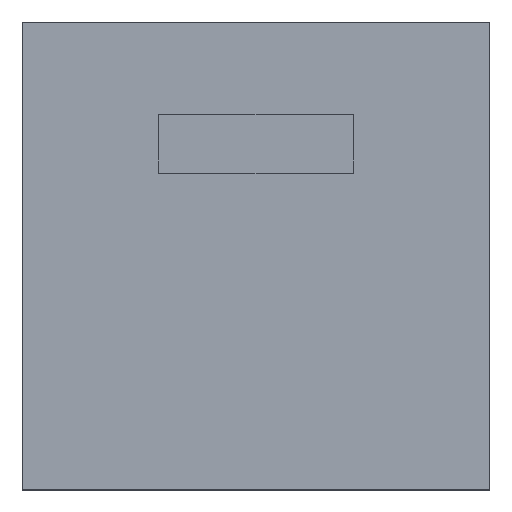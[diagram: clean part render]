
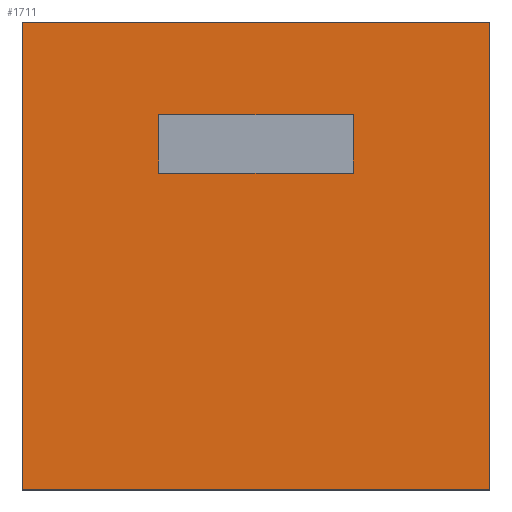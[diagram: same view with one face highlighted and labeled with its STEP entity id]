
A CAD part, top view. The second image highlights one B-rep face of the part: STEP entity #1711.
In plain terms, the highlighted planar face has unit normal (0, 0, 1).
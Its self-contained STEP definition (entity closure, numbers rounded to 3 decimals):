
#7 = EDGE_CURVE ( 'NONE', #826, #169, #1733, .T. ) ;
#17 = VERTEX_POINT ( 'NONE', #1770 ) ;
#28 = FACE_BOUND ( 'NONE', #1811, .T. ) ;
#47 = CARTESIAN_POINT ( 'NONE',  ( 48., -48., 0. ) ) ;
#85 = LINE ( 'NONE', #1476, #600 ) ;
#110 = LINE ( 'NONE', #1146, #974 ) ;
#122 = ORIENTED_EDGE ( 'NONE', *, *, #1026, .F. ) ;
#161 = DIRECTION ( 'NONE',  ( -1., 0., 0. ) ) ;
#169 = VERTEX_POINT ( 'NONE', #387 ) ;
#188 = VERTEX_POINT ( 'NONE', #380 ) ;
#189 = EDGE_LOOP ( 'NONE', ( #448, #514, #437, #1275 ) ) ;
#199 = VECTOR ( 'NONE', #1048, 1000. ) ;
#304 = VECTOR ( 'NONE', #1654, 1000. ) ;
#328 = CARTESIAN_POINT ( 'NONE',  ( 20., 17., 0. ) ) ;
#370 = DIRECTION ( 'NONE',  ( 1., 0., 0. ) ) ;
#380 = CARTESIAN_POINT ( 'NONE',  ( -20., 17., 0. ) ) ;
#387 = CARTESIAN_POINT ( 'NONE',  ( 48., 48., 0. ) ) ;
#408 = EDGE_CURVE ( 'NONE', #17, #786, #110, .T. ) ;
#437 = ORIENTED_EDGE ( 'NONE', *, *, #592, .T. ) ;
#448 = ORIENTED_EDGE ( 'NONE', *, *, #7, .T. ) ;
#456 = VECTOR ( 'NONE', #1343, 1000. ) ;
#514 = ORIENTED_EDGE ( 'NONE', *, *, #1141, .T. ) ;
#515 = EDGE_CURVE ( 'NONE', #188, #1558, #652, .T. ) ;
#541 = VECTOR ( 'NONE', #858, 1000. ) ;
#568 = CARTESIAN_POINT ( 'NONE',  ( -20., 29., 0. ) ) ;
#592 = EDGE_CURVE ( 'NONE', #636, #727, #85, .T. ) ;
#600 = VECTOR ( 'NONE', #1163, 1000. ) ;
#615 = CARTESIAN_POINT ( 'NONE',  ( -48., -48., 0. ) ) ;
#633 = ORIENTED_EDGE ( 'NONE', *, *, #515, .F. ) ;
#636 = VERTEX_POINT ( 'NONE', #1487 ) ;
#652 = LINE ( 'NONE', #1591, #199 ) ;
#671 = LINE ( 'NONE', #1231, #304 ) ;
#727 = VERTEX_POINT ( 'NONE', #615 ) ;
#736 = FACE_OUTER_BOUND ( 'NONE', #189, .T. ) ;
#786 = VERTEX_POINT ( 'NONE', #1050 ) ;
#790 = DIRECTION ( 'NONE',  ( 0., 1., 0. ) ) ;
#826 = VERTEX_POINT ( 'NONE', #47 ) ;
#857 = LINE ( 'NONE', #568, #541 ) ;
#858 = DIRECTION ( 'NONE',  ( 0., -1., 0. ) ) ;
#919 = ORIENTED_EDGE ( 'NONE', *, *, #408, .F. ) ;
#955 = PLANE ( 'NONE',  #1802 ) ;
#962 = DIRECTION ( 'NONE',  ( 0., 0., -1. ) ) ;
#968 = LINE ( 'NONE', #1616, #456 ) ;
#974 = VECTOR ( 'NONE', #161, 1000. ) ;
#1026 = EDGE_CURVE ( 'NONE', #1558, #17, #968, .T. ) ;
#1048 = DIRECTION ( 'NONE',  ( 1., 0., 0. ) ) ;
#1050 = CARTESIAN_POINT ( 'NONE',  ( -20., 29., 0. ) ) ;
#1082 = CARTESIAN_POINT ( 'NONE',  ( -48., -48., 0. ) ) ;
#1141 = EDGE_CURVE ( 'NONE', #169, #636, #671, .T. ) ;
#1146 = CARTESIAN_POINT ( 'NONE',  ( -20., 29., 0. ) ) ;
#1163 = DIRECTION ( 'NONE',  ( 0., -1., 0. ) ) ;
#1191 = CARTESIAN_POINT ( 'NONE',  ( 48., -48., 0. ) ) ;
#1213 = VECTOR ( 'NONE', #370, 1000. ) ;
#1231 = CARTESIAN_POINT ( 'NONE',  ( -48., 48., 0. ) ) ;
#1266 = VECTOR ( 'NONE', #790, 1000. ) ;
#1275 = ORIENTED_EDGE ( 'NONE', *, *, #1632, .T. ) ;
#1343 = DIRECTION ( 'NONE',  ( 0., 1., 0. ) ) ;
#1349 = EDGE_CURVE ( 'NONE', #786, #188, #857, .T. ) ;
#1476 = CARTESIAN_POINT ( 'NONE',  ( -48., -48., 0. ) ) ;
#1487 = CARTESIAN_POINT ( 'NONE',  ( -48., 48., 0. ) ) ;
#1513 = ORIENTED_EDGE ( 'NONE', *, *, #1349, .F. ) ;
#1558 = VERTEX_POINT ( 'NONE', #328 ) ;
#1591 = CARTESIAN_POINT ( 'NONE',  ( -20., 17., 0. ) ) ;
#1616 = CARTESIAN_POINT ( 'NONE',  ( 20., 29., 0. ) ) ;
#1630 = LINE ( 'NONE', #1082, #1213 ) ;
#1632 = EDGE_CURVE ( 'NONE', #727, #826, #1630, .T. ) ;
#1654 = DIRECTION ( 'NONE',  ( -1., 0., 0. ) ) ;
#1685 = DIRECTION ( 'NONE',  ( -1., 0., 0. ) ) ;
#1711 = ADVANCED_FACE ( 'NONE', ( #28, #736 ), #955, .F. ) ;
#1733 = LINE ( 'NONE', #1191, #1266 ) ;
#1770 = CARTESIAN_POINT ( 'NONE',  ( 20., 29., 0. ) ) ;
#1802 = AXIS2_PLACEMENT_3D ( 'NONE', #1818, #962, #1685 ) ;
#1811 = EDGE_LOOP ( 'NONE', ( #919, #122, #633, #1513 ) ) ;
#1818 = CARTESIAN_POINT ( 'NONE',  ( 0., 0., 0. ) ) ;
